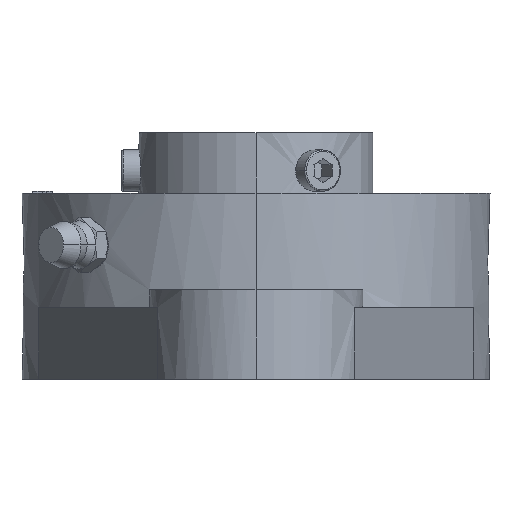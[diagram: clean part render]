
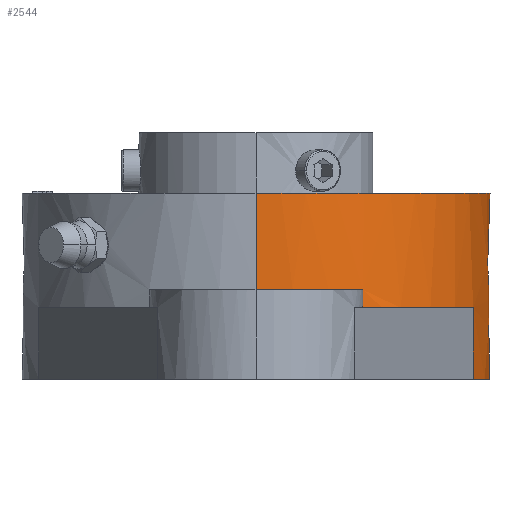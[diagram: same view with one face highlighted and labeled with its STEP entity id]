
A CAD part, left-side view. The second image highlights one B-rep face of the part: STEP entity #2544.
In plain terms, the highlighted free-form (B-spline) face has degree [2, 1] with [5, 2] control points.
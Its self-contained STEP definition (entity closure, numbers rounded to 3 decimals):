
#1824 = VERTEX_POINT('',#1825);
#1825 = CARTESIAN_POINT('',(-42.998,0.,
    34.146));
#1826 = VERTEX_POINT('',#1827);
#1827 = CARTESIAN_POINT('',(42.998,0.,
    34.146));
#1864 = EDGE_CURVE('',#1826,#1865,#1867,.T.);
#1865 = VERTEX_POINT('',#1866);
#1866 = CARTESIAN_POINT('',(42.998,0.,
    16.441));
#1867 = B_SPLINE_CURVE_WITH_KNOTS('',1,(#1868,#1869),.UNSPECIFIED.,.F.,
  .F.,(2,2),(-14.,0.),.PIECEWISE_BEZIER_KNOTS.);
#1868 = CARTESIAN_POINT('',(42.998,0.,
    34.146));
#1869 = CARTESIAN_POINT('',(42.998,0.,
    16.441));
#1932 = VERTEX_POINT('',#1933);
#1933 = CARTESIAN_POINT('',(-42.998,0.,
    16.441));
#1939 = EDGE_CURVE('',#1824,#1932,#1940,.T.);
#1940 = B_SPLINE_CURVE_WITH_KNOTS('',1,(#1941,#1942),.UNSPECIFIED.,.F.,
  .F.,(2,2),(-14.,0.),.PIECEWISE_BEZIER_KNOTS.);
#1941 = CARTESIAN_POINT('',(-42.998,0.,
    34.146));
#1942 = CARTESIAN_POINT('',(-42.998,0.,
    16.441));
#1999 = EDGE_CURVE('',#1826,#1824,#2000,.T.);
#2000 = B_SPLINE_CURVE_WITH_KNOTS('',3,(#2001,#2002,#2003,#2004,#2005,
    #2006,#2007,#2008,#2009,#2010,#2011,#2012,#2013,#2014,#2015,#2016,
    #2017,#2018,#2019,#2020,#2021,#2022,#2023,#2024,#2025,#2026,#2027,
    #2028,#2029,#2030,#2031,#2032,#2033,#2034),.UNSPECIFIED.,.F.,.F.,(4,
    2,2,2,2,2,2,2,2,2,2,2,2,2,2,2,4),(3.142,3.338,
    3.534,3.731,3.927,4.123,
    4.32,4.516,4.712,4.909,
    5.105,5.301,5.498,5.694,
    5.89,6.087,6.283),.UNSPECIFIED.);
#2001 = CARTESIAN_POINT('',(42.998,0.,
    34.146));
#2002 = CARTESIAN_POINT('',(42.998,-2.814,
    34.146));
#2003 = CARTESIAN_POINT('',(42.721,-5.628,
    34.146));
#2004 = CARTESIAN_POINT('',(41.623,-11.149,
    34.146));
#2005 = CARTESIAN_POINT('',(40.802,-13.855,
    34.146));
#2006 = CARTESIAN_POINT('',(38.648,-19.055,
    34.146));
#2007 = CARTESIAN_POINT('',(37.315,-21.549,
    34.146));
#2008 = CARTESIAN_POINT('',(34.188,-26.228,
    34.146));
#2009 = CARTESIAN_POINT('',(32.394,-28.414,
    34.146));
#2010 = CARTESIAN_POINT('',(28.414,-32.394,
    34.146));
#2011 = CARTESIAN_POINT('',(26.228,-34.188,
    34.146));
#2012 = CARTESIAN_POINT('',(21.549,-37.315,
    34.146));
#2013 = CARTESIAN_POINT('',(19.055,-38.648,
    34.146));
#2014 = CARTESIAN_POINT('',(13.855,-40.802,
    34.146));
#2015 = CARTESIAN_POINT('',(11.149,-41.623,
    34.146));
#2016 = CARTESIAN_POINT('',(5.628,-42.721,
    34.146));
#2017 = CARTESIAN_POINT('',(2.814,-42.998,
    34.146));
#2018 = CARTESIAN_POINT('',(-2.814,-42.998,
    34.146));
#2019 = CARTESIAN_POINT('',(-5.628,-42.721,
    34.146));
#2020 = CARTESIAN_POINT('',(-11.149,-41.623,
    34.146));
#2021 = CARTESIAN_POINT('',(-13.855,-40.802,
    34.146));
#2022 = CARTESIAN_POINT('',(-19.055,-38.648,
    34.146));
#2023 = CARTESIAN_POINT('',(-21.549,-37.315,
    34.146));
#2024 = CARTESIAN_POINT('',(-26.228,-34.188,
    34.146));
#2025 = CARTESIAN_POINT('',(-28.414,-32.394,
    34.146));
#2026 = CARTESIAN_POINT('',(-32.394,-28.414,
    34.146));
#2027 = CARTESIAN_POINT('',(-34.188,-26.228,
    34.146));
#2028 = CARTESIAN_POINT('',(-37.315,-21.549,
    34.146));
#2029 = CARTESIAN_POINT('',(-38.648,-19.055,
    34.146));
#2030 = CARTESIAN_POINT('',(-40.802,-13.855,
    34.146));
#2031 = CARTESIAN_POINT('',(-41.623,-11.149,
    34.146));
#2032 = CARTESIAN_POINT('',(-42.721,-5.628,
    34.146));
#2033 = CARTESIAN_POINT('',(-42.998,-2.814,
    34.146));
#2034 = CARTESIAN_POINT('',(-42.998,0.,
    34.146));
#2544 = ADVANCED_FACE('',(#2545),#2616,.T.);
#2545 = FACE_BOUND('',#2546,.T.);
#2546 = EDGE_LOOP('',(#2547,#2548,#2549,#2550,#2558,#2565,#2573,#2580,
    #2588,#2595,#2603,#2610));
#2547 = ORIENTED_EDGE('',*,*,#1864,.F.);
#2548 = ORIENTED_EDGE('',*,*,#1999,.T.);
#2549 = ORIENTED_EDGE('',*,*,#1939,.T.);
#2550 = ORIENTED_EDGE('',*,*,#2551,.T.);
#2551 = EDGE_CURVE('',#1932,#2552,#2554,.T.);
#2552 = VERTEX_POINT('',#2553);
#2553 = CARTESIAN_POINT('',(-38.27,-19.602,
    16.441));
#2554 = ( BOUNDED_CURVE() B_SPLINE_CURVE(2,(#2555,#2556,#2557),
.UNSPECIFIED.,.F.,.F.) B_SPLINE_CURVE_WITH_KNOTS((3,3),(0.473,
0.947),.PIECEWISE_BEZIER_KNOTS.) CURVE() 
GEOMETRIC_REPRESENTATION_ITEM() RATIONAL_B_SPLINE_CURVE((1.,
0.972,1.)) REPRESENTATION_ITEM('') );
#2555 = CARTESIAN_POINT('',(-42.998,0.,
    16.441));
#2556 = CARTESIAN_POINT('',(-42.998,-10.371,
    16.441));
#2557 = CARTESIAN_POINT('',(-38.27,-19.602,
    16.441));
#2558 = ORIENTED_EDGE('',*,*,#2559,.F.);
#2559 = EDGE_CURVE('',#2560,#2552,#2562,.T.);
#2560 = VERTEX_POINT('',#2561);
#2561 = CARTESIAN_POINT('',(-38.27,-19.602,
    13.152));
#2562 = B_SPLINE_CURVE_WITH_KNOTS('',1,(#2563,#2564),.UNSPECIFIED.,.F.,
  .F.,(2,2),(0.,2.6),.PIECEWISE_BEZIER_KNOTS.);
#2563 = CARTESIAN_POINT('',(-38.27,-19.602,
    13.152));
#2564 = CARTESIAN_POINT('',(-38.27,-19.602,
    16.441));
#2565 = ORIENTED_EDGE('',*,*,#2566,.F.);
#2566 = EDGE_CURVE('',#2567,#2560,#2569,.T.);
#2567 = VERTEX_POINT('',#2568);
#2568 = CARTESIAN_POINT('',(-16.07,-39.882,
    13.152));
#2569 = ( BOUNDED_CURVE() B_SPLINE_CURVE(2,(#2570,#2571,#2572),
.UNSPECIFIED.,.F.,.F.) B_SPLINE_CURVE_WITH_KNOTS((3,3),(0.,
0.714),.PIECEWISE_BEZIER_KNOTS.) CURVE() 
GEOMETRIC_REPRESENTATION_ITEM() RATIONAL_B_SPLINE_CURVE((1.,
0.937,1.)) REPRESENTATION_ITEM('') );
#2570 = CARTESIAN_POINT('',(-16.07,-39.882,
    13.152));
#2571 = CARTESIAN_POINT('',(-30.954,-33.885,
    13.152));
#2572 = CARTESIAN_POINT('',(-38.27,-19.602,
    13.152));
#2573 = ORIENTED_EDGE('',*,*,#2574,.T.);
#2574 = EDGE_CURVE('',#2567,#2575,#2577,.T.);
#2575 = VERTEX_POINT('',#2576);
#2576 = CARTESIAN_POINT('',(-16.07,-39.882,0.));
#2577 = B_SPLINE_CURVE_WITH_KNOTS('',1,(#2578,#2579),.UNSPECIFIED.,.F.,
  .F.,(2,2),(0.,10.4),.PIECEWISE_BEZIER_KNOTS.);
#2578 = CARTESIAN_POINT('',(-16.07,-39.882,
    13.152));
#2579 = CARTESIAN_POINT('',(-16.07,-39.882,0.));
#2580 = ORIENTED_EDGE('',*,*,#2581,.T.);
#2581 = EDGE_CURVE('',#2575,#2582,#2584,.T.);
#2582 = VERTEX_POINT('',#2583);
#2583 = CARTESIAN_POINT('',(16.07,-39.882,0.));
#2584 = ( BOUNDED_CURVE() B_SPLINE_CURVE(2,(#2585,#2586,#2587),
.UNSPECIFIED.,.F.,.F.) B_SPLINE_CURVE_WITH_KNOTS((3,3),(0.,
0.766),.PIECEWISE_BEZIER_KNOTS.) CURVE() 
GEOMETRIC_REPRESENTATION_ITEM() RATIONAL_B_SPLINE_CURVE((1.,
0.928,1.)) REPRESENTATION_ITEM('') );
#2585 = CARTESIAN_POINT('',(-16.07,-39.882,0.));
#2586 = CARTESIAN_POINT('',(0.,-46.358,0.));
#2587 = CARTESIAN_POINT('',(16.07,-39.882,0.));
#2588 = ORIENTED_EDGE('',*,*,#2589,.F.);
#2589 = EDGE_CURVE('',#2590,#2582,#2592,.T.);
#2590 = VERTEX_POINT('',#2591);
#2591 = CARTESIAN_POINT('',(16.07,-39.882,
    13.152));
#2592 = B_SPLINE_CURVE_WITH_KNOTS('',1,(#2593,#2594),.UNSPECIFIED.,.F.,
  .F.,(2,2),(0.,10.4),.PIECEWISE_BEZIER_KNOTS.);
#2593 = CARTESIAN_POINT('',(16.07,-39.882,
    13.152));
#2594 = CARTESIAN_POINT('',(16.07,-39.882,0.));
#2595 = ORIENTED_EDGE('',*,*,#2596,.F.);
#2596 = EDGE_CURVE('',#2597,#2590,#2599,.T.);
#2597 = VERTEX_POINT('',#2598);
#2598 = CARTESIAN_POINT('',(38.27,-19.602,
    13.152));
#2599 = ( BOUNDED_CURVE() B_SPLINE_CURVE(2,(#2600,#2601,#2602),
.UNSPECIFIED.,.F.,.F.) B_SPLINE_CURVE_WITH_KNOTS((3,3),(0.,
0.714),.PIECEWISE_BEZIER_KNOTS.) CURVE() 
GEOMETRIC_REPRESENTATION_ITEM() RATIONAL_B_SPLINE_CURVE((1.,
0.937,1.)) REPRESENTATION_ITEM('') );
#2600 = CARTESIAN_POINT('',(38.27,-19.602,
    13.152));
#2601 = CARTESIAN_POINT('',(30.954,-33.885,
    13.152));
#2602 = CARTESIAN_POINT('',(16.07,-39.882,
    13.152));
#2603 = ORIENTED_EDGE('',*,*,#2604,.F.);
#2604 = EDGE_CURVE('',#2605,#2597,#2607,.T.);
#2605 = VERTEX_POINT('',#2606);
#2606 = CARTESIAN_POINT('',(38.27,-19.602,
    16.441));
#2607 = B_SPLINE_CURVE_WITH_KNOTS('',1,(#2608,#2609),.UNSPECIFIED.,.F.,
  .F.,(2,2),(0.,2.6),.PIECEWISE_BEZIER_KNOTS.);
#2608 = CARTESIAN_POINT('',(38.27,-19.602,
    16.441));
#2609 = CARTESIAN_POINT('',(38.27,-19.602,
    13.152));
#2610 = ORIENTED_EDGE('',*,*,#2611,.T.);
#2611 = EDGE_CURVE('',#2605,#1865,#2612,.T.);
#2612 = ( BOUNDED_CURVE() B_SPLINE_CURVE(2,(#2613,#2614,#2615),
.UNSPECIFIED.,.F.,.F.) B_SPLINE_CURVE_WITH_KNOTS((3,3),(0.,
0.473),.PIECEWISE_BEZIER_KNOTS.) CURVE() 
GEOMETRIC_REPRESENTATION_ITEM() RATIONAL_B_SPLINE_CURVE((1.,
0.972,1.)) REPRESENTATION_ITEM('') );
#2613 = CARTESIAN_POINT('',(38.27,-19.602,
    16.441));
#2614 = CARTESIAN_POINT('',(42.998,-10.371,
    16.441));
#2615 = CARTESIAN_POINT('',(42.998,0.,
    16.441));
#2616 = ( BOUNDED_SURFACE() B_SPLINE_SURFACE(2,1,(
    (#2617,#2618)
    ,(#2619,#2620)
    ,(#2621,#2622)
    ,(#2623,#2624)
    ,(#2625,#2626
)),.UNSPECIFIED.,.F.,.F.,.F.) B_SPLINE_SURFACE_WITH_KNOTS((3,2,3),(2,2),
  (3.142,4.712,6.283),(-14.,13.),
.PIECEWISE_BEZIER_KNOTS.) GEOMETRIC_REPRESENTATION_ITEM() 
RATIONAL_B_SPLINE_SURFACE((
    (1.,1.)
    ,(0.707,0.707)
    ,(1.,1.)
    ,(0.707,0.707)
,(1.,1.))) REPRESENTATION_ITEM('') SURFACE() );
#2617 = CARTESIAN_POINT('',(42.998,0.,
    34.146));
#2618 = CARTESIAN_POINT('',(42.998,0.,0.));
#2619 = CARTESIAN_POINT('',(42.998,-42.998,
    34.146));
#2620 = CARTESIAN_POINT('',(42.998,-42.998,0.));
#2621 = CARTESIAN_POINT('',(0.,-42.998,
    34.146));
#2622 = CARTESIAN_POINT('',(0.,-42.998,0.));
#2623 = CARTESIAN_POINT('',(-42.998,-42.998,
    34.146));
#2624 = CARTESIAN_POINT('',(-42.998,-42.998,0.));
#2625 = CARTESIAN_POINT('',(-42.998,0.,
    34.146));
#2626 = CARTESIAN_POINT('',(-42.998,0.,0.));
